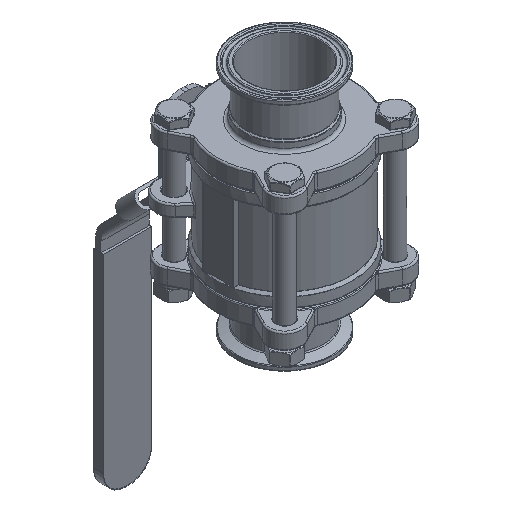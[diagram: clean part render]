
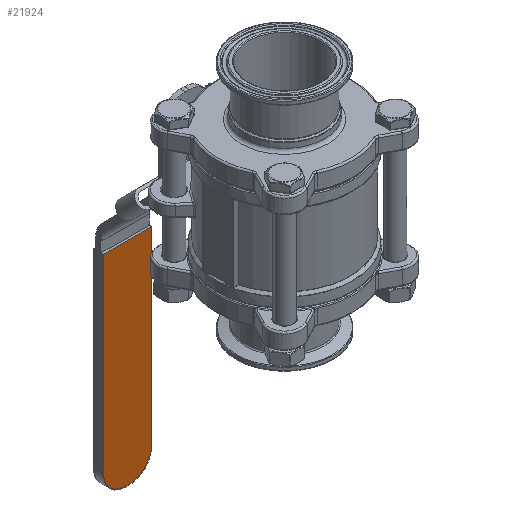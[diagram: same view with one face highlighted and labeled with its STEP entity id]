
A CAD part, isometric view. The second image highlights one B-rep face of the part: STEP entity #21924.
In plain terms, the highlighted planar face has unit normal (0, -1, 0).
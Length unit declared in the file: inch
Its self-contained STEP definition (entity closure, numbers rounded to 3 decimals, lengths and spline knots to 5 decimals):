
#2560=PLANE('',#23793);
#3341=FACE_OUTER_BOUND('',#4948,.T.);
#4948=EDGE_LOOP('',(#16106,#16107,#16108,#16109,#16110,#16111));
#6582=CIRCLE('',#23785,0.575);
#6584=CIRCLE('',#23790,0.575);
#7429=LINE('',#37026,#8358);
#7435=LINE('',#37042,#8364);
#7436=LINE('',#37045,#8365);
#7438=LINE('',#37048,#8367);
#8358=VECTOR('',#26588,0.102);
#8364=VECTOR('',#26604,4.945);
#8365=VECTOR('',#26607,4.945);
#8367=VECTOR('',#26611,1.252);
#9575=VERTEX_POINT('',#37016);
#9576=VERTEX_POINT('',#37018);
#9578=VERTEX_POINT('',#37024);
#9582=VERTEX_POINT('',#37036);
#9583=VERTEX_POINT('',#37040);
#9584=VERTEX_POINT('',#37044);
#11902=EDGE_CURVE('',#9575,#9576,#6582,.T.);
#11906=EDGE_CURVE('',#9578,#9575,#7429,.T.);
#11911=EDGE_CURVE('',#9582,#9578,#6584,.T.);
#11914=EDGE_CURVE('',#9582,#9583,#7435,.T.);
#11915=EDGE_CURVE('',#9584,#9576,#7436,.T.);
#11917=EDGE_CURVE('',#9584,#9583,#7438,.T.);
#16106=ORIENTED_EDGE('',*,*,#11902,.F.);
#16107=ORIENTED_EDGE('',*,*,#11906,.F.);
#16108=ORIENTED_EDGE('',*,*,#11911,.F.);
#16109=ORIENTED_EDGE('',*,*,#11914,.T.);
#16110=ORIENTED_EDGE('',*,*,#11917,.F.);
#16111=ORIENTED_EDGE('',*,*,#11915,.T.);
#21924=ADVANCED_FACE('',(#3341),#2560,.T.);
#23785=AXIS2_PLACEMENT_3D('',#37019,#26581,#26582);
#23790=AXIS2_PLACEMENT_3D('',#37037,#26598,#26599);
#23793=AXIS2_PLACEMENT_3D('',#37047,#26609,#26610);
#26581=DIRECTION('center_axis',(0.,1.,0.));
#26582=DIRECTION('ref_axis',(0.707,0.,-0.707));
#26588=DIRECTION('',(0.,0.,-1.));
#26598=DIRECTION('center_axis',(0.,1.,0.));
#26599=DIRECTION('ref_axis',(0.707,0.,0.707));
#26604=DIRECTION('',(-1.,0.,0.));
#26607=DIRECTION('',(1.,0.,0.));
#26609=DIRECTION('center_axis',(0.,-1.,0.));
#26610=DIRECTION('ref_axis',(0.,0.,-1.));
#26611=DIRECTION('',(0.,0.,1.));
#37016=CARTESIAN_POINT('',(5.52,-0.1305,-0.051));
#37018=CARTESIAN_POINT('',(4.945,-0.1305,-0.626));
#37019=CARTESIAN_POINT('Origin',(4.945,-0.1305,-0.051));
#37024=CARTESIAN_POINT('',(5.52,-0.1305,0.051));
#37026=CARTESIAN_POINT('',(5.52,-0.1305,0.));
#37036=CARTESIAN_POINT('',(4.945,-0.1305,0.626));
#37037=CARTESIAN_POINT('Origin',(4.945,-0.1305,0.051));
#37040=CARTESIAN_POINT('',(0.,-0.1305,0.626));
#37042=CARTESIAN_POINT('',(0.,-0.1305,0.626));
#37044=CARTESIAN_POINT('',(0.,-0.1305,-0.626));
#37045=CARTESIAN_POINT('',(0.,-0.1305,-0.626));
#37047=CARTESIAN_POINT('Origin',(5.52,-0.1305,0.));
#37048=CARTESIAN_POINT('',(0.,-0.1305,0.));
